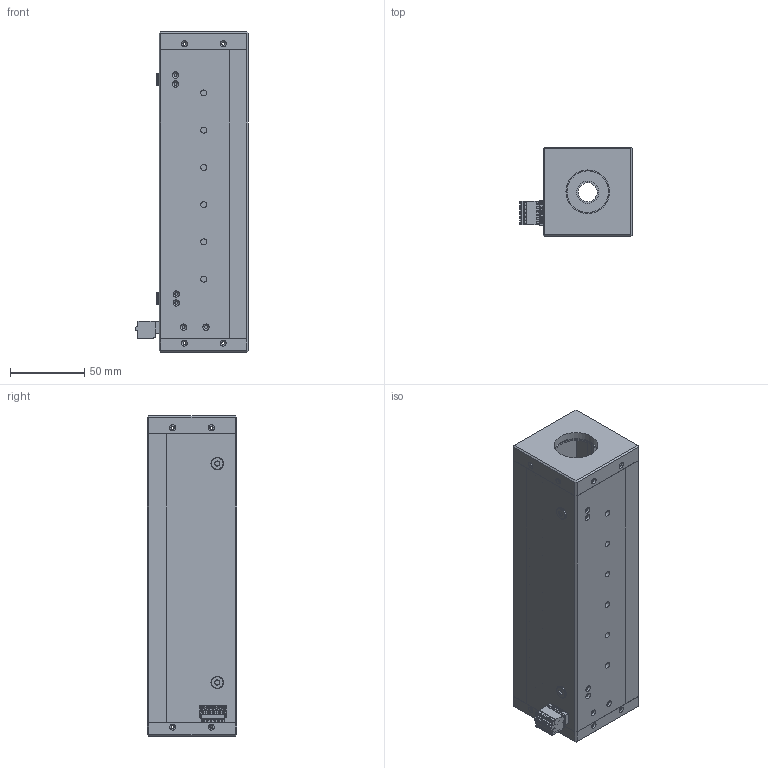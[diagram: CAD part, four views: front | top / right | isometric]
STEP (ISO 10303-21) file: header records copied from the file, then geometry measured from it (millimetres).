
FILE_DESCRIPTION(/* description */ (''),/* implementation_level */ '2;1');
FILE_NAME(/* name */ 'MEX13HP v3.step',/* time_stamp */ '2022-03-17T16:58:58+02:00',/* author */ (''),/* organization */ (''),/* preprocessor_version */ 'ST-DEVELOPER v18.1',/* originating_system */ 'Autodesk Translation Framework v10.13.0.1454',/* authorisation */ '');
FILE_SCHEMA (('AUTOMOTIVE_DESIGN { 1 0 10303 214 3 1 1 }'));
Length unit declared in the file: millimetre
Products named in the file (20): *MEX13HP; BDS-201-00 base v53; Component44; BDS-209-00 output cover v5; BDS-208-00 input cover v9; main cover v15; Component79; Component80; BDS-211-00 left cover; BDS-210-00 top cover; 691382000006 (rev1); 691382000006; 6913820000xx_PIN; 90358A131_Ultra-Low-Profile Socket Head Screw; 691381000006 (rev1); 691381000006; 691381000006_BAS; 6913810000xx_Levier; 6913810000xx; 6913810000xx_LAME
Assembly tree (40 placements, depth 4):
  *MEX13HP
    BDS-201-00 base v53
      Component44
    BDS-209-00 output cover v5
    BDS-208-00 input cover v9
    main cover v15
      Component79
      Component80
        BDS-211-00 left cover
        BDS-210-00 top cover
    691382000006 (rev1)
      691382000006
      6913820000xx_PIN  x6
    90358A131_Ultra-Low-Profile Socket Head Screw  x2
    691381000006 (rev1)
      691381000006
      691381000006_BAS
      6913810000xx_Levier  x6
      6913810000xx  x6
      6913810000xx_LAME  x6
Bounding box: 75.8 x 60 x 215 mm (x, y, z)
Volume: 171432.4 mm3; surface area: 139497.9 mm2
Topology: 34 solids, 34 shells, 2328 faces, 6317 edges, 4079 vertices
Faces by surface type: plane 1795, cylinder 433, cone 90, torus 6, bspline 4
Full cylindrical faces by diameter (mm): 1.3 x6, 1.6 x3, 1.8 x6, 2 x49, 2.5 x6, 3.961 x12, 4 x6, 5 x14, 8.5 x2, 12.7 x1, 15 x1, 28 x1, 29.283 x1, 32 x1
Entity records: 51701 total; most frequent: CARTESIAN_POINT 10194, ORIENTED_EDGE 8500, DIRECTION 7892, EDGE_CURVE 4250, LINE 3674, VECTOR 3674, VERTEX_POINT 2789, AXIS2_PLACEMENT_3D 2109
